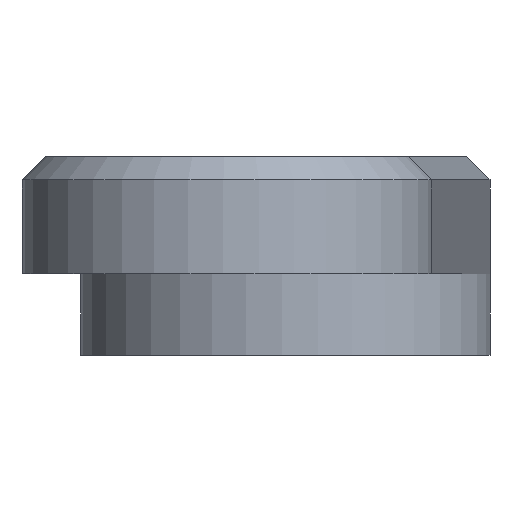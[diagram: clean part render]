
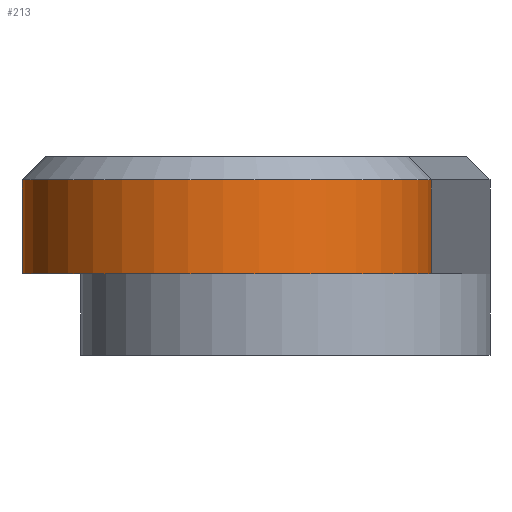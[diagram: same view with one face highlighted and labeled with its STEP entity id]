
A CAD part, left-side view. The second image highlights one B-rep face of the part: STEP entity #213.
In plain terms, the highlighted cylindrical face has radius 3.5 mm (diameter 7 mm), a partial arc.
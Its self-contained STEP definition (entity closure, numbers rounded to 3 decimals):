
#33=FACE_OUTER_BOUND('',#46,.T.);
#46=EDGE_LOOP('',(#168,#169,#170,#171));
#67=LINE('',#359,#84);
#68=LINE('',#362,#85);
#84=VECTOR('',#294,10.);
#85=VECTOR('',#297,10.);
#96=CIRCLE('',#244,3.5);
#98=CIRCLE('',#247,3.5);
#107=VERTEX_POINT('',#337);
#112=VERTEX_POINT('',#350);
#113=VERTEX_POINT('',#358);
#114=VERTEX_POINT('',#360);
#133=EDGE_CURVE('',#107,#112,#96,.T.);
#135=EDGE_CURVE('',#107,#113,#67,.T.);
#136=EDGE_CURVE('',#114,#113,#98,.T.);
#137=EDGE_CURVE('',#112,#114,#68,.T.);
#168=ORIENTED_EDGE('',*,*,#133,.F.);
#169=ORIENTED_EDGE('',*,*,#135,.T.);
#170=ORIENTED_EDGE('',*,*,#136,.F.);
#171=ORIENTED_EDGE('',*,*,#137,.F.);
#205=CYLINDRICAL_SURFACE('',#246,3.5);
#213=ADVANCED_FACE('',(#33),#205,.T.);
#244=AXIS2_PLACEMENT_3D('',#355,#288,#289);
#246=AXIS2_PLACEMENT_3D('',#357,#292,#293);
#247=AXIS2_PLACEMENT_3D('',#361,#295,#296);
#288=DIRECTION('center_axis',(0.,0.,
1.));
#289=DIRECTION('ref_axis',(-0.016,-1.,0.));
#292=DIRECTION('center_axis',(0.,0.,-1.));
#293=DIRECTION('ref_axis',(-0.016,-1.,0.));
#294=DIRECTION('',(0.,0.,-1.));
#295=DIRECTION('center_axis',(0.,0.,-1.));
#296=DIRECTION('ref_axis',(-0.016,-1.,0.));
#297=DIRECTION('',(0.,0.,-1.));
#337=CARTESIAN_POINT('',(-7.444,129.5,17.9));
#350=CARTESIAN_POINT('',(-7.556,122.5,17.9));
#355=CARTESIAN_POINT('Origin',(-7.5,126.,17.9));
#357=CARTESIAN_POINT('Origin',(-7.5,126.,18.3));
#358=CARTESIAN_POINT('',(-7.444,129.5,16.3));
#359=CARTESIAN_POINT('',(-7.444,129.5,18.3));
#360=CARTESIAN_POINT('',(-7.556,122.5,16.3));
#361=CARTESIAN_POINT('Origin',(-7.5,126.,16.3));
#362=CARTESIAN_POINT('',(-7.556,122.5,18.3));
